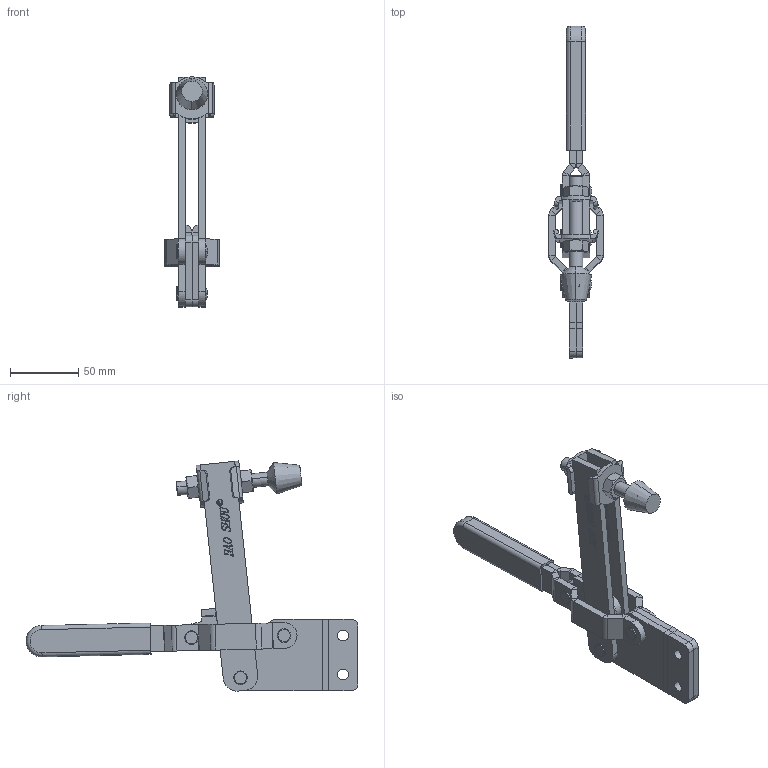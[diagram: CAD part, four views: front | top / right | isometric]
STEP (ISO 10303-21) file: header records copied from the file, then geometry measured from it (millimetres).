
FILE_DESCRIPTION (( 'STEP AP203' ), '1' );
FILE_NAME ('HS-12310.STEP', '2019-09-24T00:43:07', ( '微软用户' ), ( '微软中国' ), 'SwSTEP 2.0', 'SolidWorks 2012', '' );
FILE_SCHEMA (( 'CONFIG_CONTROL_DESIGN' ));
Length unit declared in the file: millimetre
Products named in the file (13): HS-12310; hex nuts, style 1-grades ab gb_GB_FASTENER_NUT_SNAB1 M10-N; hexagon head bolts-full thread gb_GB_FASTENER_BOLT_STBAB A M10X80-C; 揤輸; FW-21384; 忒參杶; 傻种; 蟀裝酘; 蟀裝衵; 羲諳揤參; 眻忒梟蚾饜极; 眻忒梟; 眻菁釱
Assembly tree (20 placements, depth 3):
  HS-12310
    眻菁釱  x2
    眻忒梟蚾饜极
      眻忒梟  x2
    羲諳揤參  x2
    蟀裝衵
    蟀裝酘
    傻种  x4
    忒參杶
    FW-21384  x2
    揤輸
    hexagon head bolts-full thread gb_GB_FASTENER_BOLT_STBAB A M10X80-C
    hex nuts, style 1-grades ab gb_GB_FASTENER_NUT_SNAB1 M10-N  x2
Bounding box: 40 x 243.66 x 168.99 mm (x, y, z)
Volume: 166221.4 mm3; surface area: 93338.8 mm2
Topology: 19 solids, 19 shells, 1100 faces, 2856 edges, 1850 vertices
Faces by surface type: plane 620, bspline 270, cylinder 162, cone 30, torus 10, sphere 8
Entity records: 26134 total; most frequent: CARTESIAN_POINT 10898, ORIENTED_EDGE 3050, DIRECTION 2393, EDGE_CURVE 1525, LINE 993, VECTOR 993, VERTEX_POINT 985, AXIS2_PLACEMENT_3D 700
